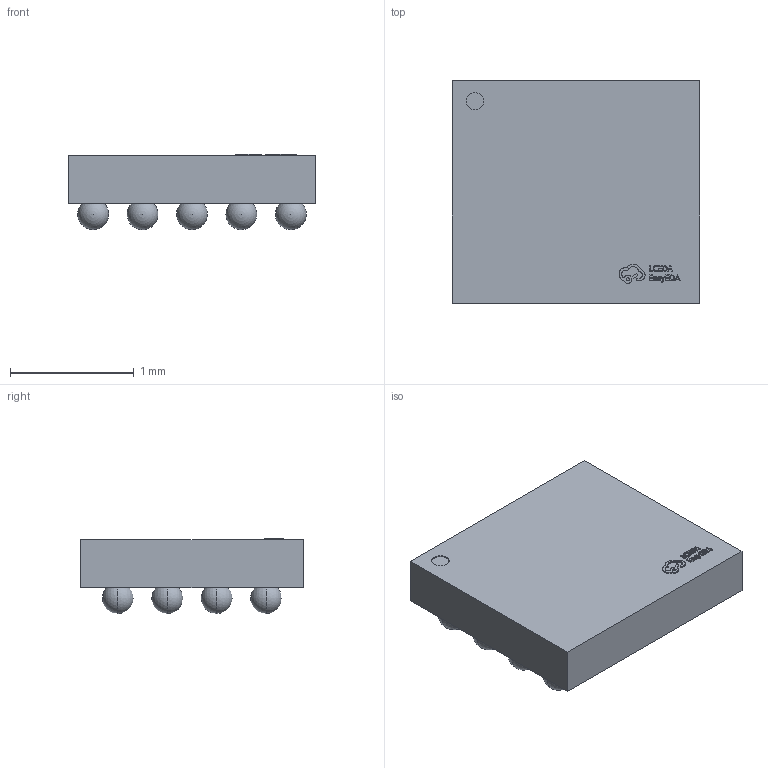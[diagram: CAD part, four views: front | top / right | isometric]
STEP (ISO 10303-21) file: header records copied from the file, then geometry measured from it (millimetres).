
FILE_DESCRIPTION (( 'STEP AP214' ), '1' );
FILE_NAME ('BGA-20_L2.0-W1.8-R4-C5-P0.40-TL.STEP', '2022-11-08T13:20:06', ( '' ), ( '' ), 'SwSTEP 2.0', 'SolidWorks 2020', '' );
FILE_SCHEMA (( 'AUTOMOTIVE_DESIGN' ));
Length unit declared in the file: millimetre
Products named in the file (1): BGA-20_L2.0-W1.8-R4-C5-P0.40-TL
Bounding box: 2 x 1.8 x 0.61 mm (x, y, z)
Volume: 1.6 mm3; surface area: 13 mm2
Topology: 1 solids, 1 shells, 273 faces, 813 edges, 542 vertices
Faces by surface type: plane 133, bspline 98, sphere 40, cylinder 2
Entity records: 11960 total; most frequent: CARTESIAN_POINT 2775, ORIENTED_EDGE 1426, DIRECTION 949, EDGE_CURVE 713, VERTEX_POINT 482, VECTOR 429, LINE 429, EDGE_LOOP 313
